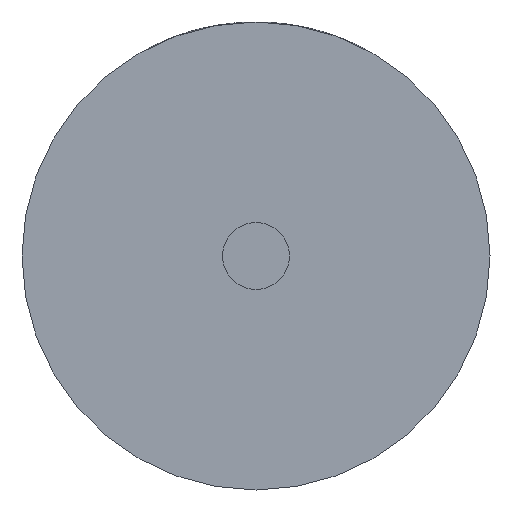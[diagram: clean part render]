
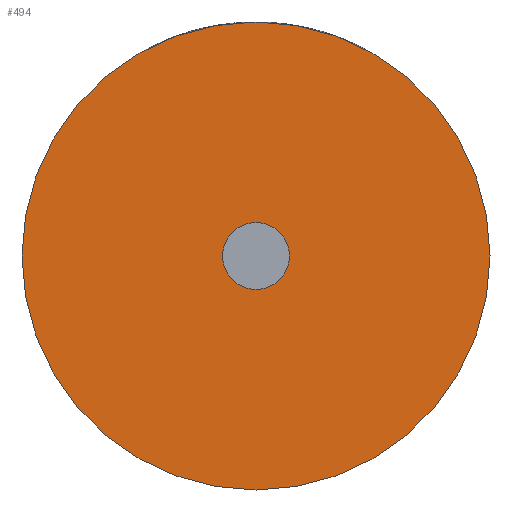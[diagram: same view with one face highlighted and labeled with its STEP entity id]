
A CAD part, front view. The second image highlights one B-rep face of the part: STEP entity #494.
In plain terms, the highlighted planar face has unit normal (0, -1, 0).
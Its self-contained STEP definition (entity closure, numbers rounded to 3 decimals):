
#13 = DIRECTION ( 'NONE',  ( 0., 1., 0. ) ) ;
#52 = VERTEX_POINT ( 'NONE', #184 ) ;
#113 = DIRECTION ( 'NONE',  ( 0., 0., 1. ) ) ;
#114 = CARTESIAN_POINT ( 'NONE',  ( 0., 0., -3.5 ) ) ;
#117 = EDGE_CURVE ( 'NONE', #52, #1291, #1101, .T. ) ;
#184 = CARTESIAN_POINT ( 'NONE',  ( 0., 0., 0.5 ) ) ;
#259 = VERTEX_POINT ( 'NONE', #114 ) ;
#344 = DIRECTION ( 'NONE',  ( 0., -1., 0. ) ) ;
#351 = AXIS2_PLACEMENT_3D ( 'NONE', #567, #365, #905 ) ;
#356 = CARTESIAN_POINT ( 'NONE',  ( 0., 0., 0. ) ) ;
#365 = DIRECTION ( 'NONE',  ( 0., 1., 0. ) ) ;
#396 = CARTESIAN_POINT ( 'NONE',  ( 0., 0., 3.5 ) ) ;
#441 = DIRECTION ( 'NONE',  ( 0., 0., 1. ) ) ;
#480 = EDGE_LOOP ( 'NONE', ( #1032, #510 ) ) ;
#494 = ADVANCED_FACE ( 'NONE', ( #1272, #574 ), #889, .F. ) ;
#510 = ORIENTED_EDGE ( 'NONE', *, *, #1259, .F. ) ;
#523 = ORIENTED_EDGE ( 'NONE', *, *, #117, .F. ) ;
#567 = CARTESIAN_POINT ( 'NONE',  ( 0., 0., 0. ) ) ;
#574 = FACE_OUTER_BOUND ( 'NONE', #480, .T. ) ;
#623 = EDGE_LOOP ( 'NONE', ( #523, #1066 ) ) ;
#642 = CARTESIAN_POINT ( 'NONE',  ( 0., 0., 0. ) ) ;
#732 = AXIS2_PLACEMENT_3D ( 'NONE', #949, #1146, #1160 ) ;
#767 = CARTESIAN_POINT ( 'NONE',  ( 0., 0., -0.5 ) ) ;
#798 = AXIS2_PLACEMENT_3D ( 'NONE', #1191, #13, #441 ) ;
#861 = CIRCLE ( 'NONE', #993, 3.5 ) ;
#889 = PLANE ( 'NONE',  #351 ) ;
#905 = DIRECTION ( 'NONE',  ( 0., 0., 1. ) ) ;
#949 = CARTESIAN_POINT ( 'NONE',  ( 0., 0., 0. ) ) ;
#969 = CIRCLE ( 'NONE', #798, 3.5 ) ;
#993 = AXIS2_PLACEMENT_3D ( 'NONE', #356, #1210, #1202 ) ;
#1015 = AXIS2_PLACEMENT_3D ( 'NONE', #642, #344, #113 ) ;
#1032 = ORIENTED_EDGE ( 'NONE', *, *, #1178, .F. ) ;
#1066 = ORIENTED_EDGE ( 'NONE', *, *, #1215, .F. ) ;
#1086 = VERTEX_POINT ( 'NONE', #396 ) ;
#1101 = CIRCLE ( 'NONE', #732, 0.5 ) ;
#1146 = DIRECTION ( 'NONE',  ( 0., -1., 0. ) ) ;
#1160 = DIRECTION ( 'NONE',  ( 0., 0., 1. ) ) ;
#1163 = CIRCLE ( 'NONE', #1015, 0.5 ) ;
#1178 = EDGE_CURVE ( 'NONE', #259, #1086, #969, .T. ) ;
#1191 = CARTESIAN_POINT ( 'NONE',  ( 0., 0., 0. ) ) ;
#1202 = DIRECTION ( 'NONE',  ( 0., 0., 1. ) ) ;
#1210 = DIRECTION ( 'NONE',  ( 0., 1., 0. ) ) ;
#1215 = EDGE_CURVE ( 'NONE', #1291, #52, #1163, .T. ) ;
#1259 = EDGE_CURVE ( 'NONE', #1086, #259, #861, .T. ) ;
#1272 = FACE_BOUND ( 'NONE', #623, .T. ) ;
#1291 = VERTEX_POINT ( 'NONE', #767 ) ;
